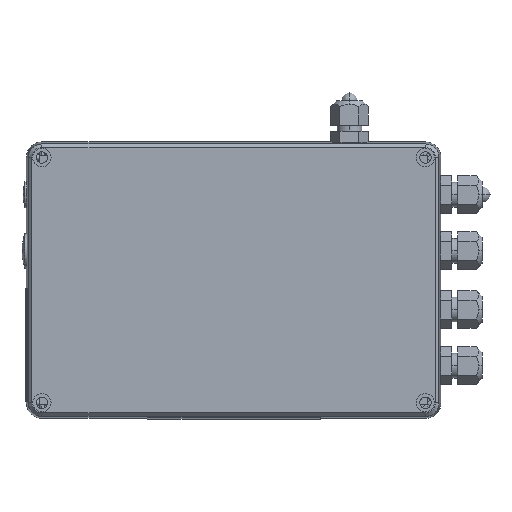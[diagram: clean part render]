
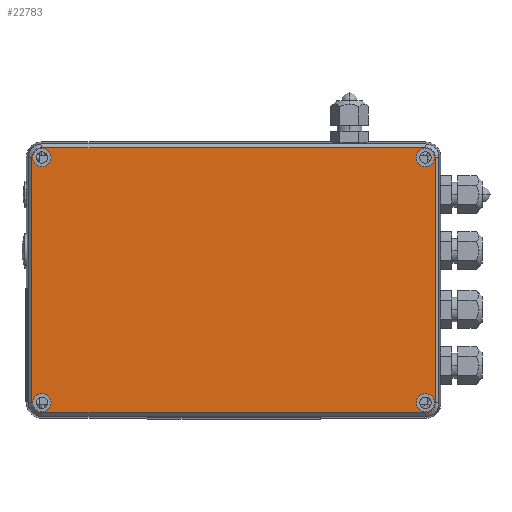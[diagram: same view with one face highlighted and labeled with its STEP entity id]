
A CAD part, front view. The second image highlights one B-rep face of the part: STEP entity #22783.
In plain terms, the highlighted planar face has unit normal (0, -1, 0).
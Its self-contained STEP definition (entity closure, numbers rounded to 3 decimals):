
#73 = AXIS2_PLACEMENT_3D ( 'NONE', #24475, #65030, #30320 ) ;
#1236 = VERTEX_POINT ( 'NONE', #55073 ) ;
#1622 = CIRCLE ( 'NONE', #49856, 5.795 ) ;
#2253 = CARTESIAN_POINT ( 'NONE',  ( -111., -101., -71. ) ) ;
#2431 = EDGE_CURVE ( 'NONE', #21772, #3052, #66332, .T. ) ;
#2774 = CARTESIAN_POINT ( 'NONE',  ( -111., -101., 65.7 ) ) ;
#2889 = ORIENTED_EDGE ( 'NONE', *, *, #24843, .F. ) ;
#3052 = VERTEX_POINT ( 'NONE', #71352 ) ;
#4533 = FACE_BOUND ( 'NONE', #73704, .T. ) ;
#4727 = EDGE_CURVE ( 'NONE', #57623, #31579, #40139, .T. ) ;
#4858 = VERTEX_POINT ( 'NONE', #44521 ) ;
#5313 = EDGE_CURVE ( 'NONE', #52269, #4858, #10804, .T. ) ;
#5529 = ORIENTED_EDGE ( 'NONE', *, *, #72571, .F. ) ;
#6370 = CARTESIAN_POINT ( 'NONE',  ( -111., -101., -71. ) ) ;
#8069 = DIRECTION ( 'NONE',  ( 0., 0., 1. ) ) ;
#8298 = CIRCLE ( 'NONE', #39793, 5.3 ) ;
#8579 = CARTESIAN_POINT ( 'NONE',  ( -111., -101., 76.3 ) ) ;
#9419 = AXIS2_PLACEMENT_3D ( 'NONE', #17015, #57615, #22856 ) ;
#9893 = CARTESIAN_POINT ( 'NONE',  ( 111., -101., -71. ) ) ;
#10116 = DIRECTION ( 'NONE',  ( 0., 1., 0. ) ) ;
#10298 = EDGE_LOOP ( 'NONE', ( #15776, #47819 ) ) ;
#10320 = AXIS2_PLACEMENT_3D ( 'NONE', #57655, #22892, #63431 ) ;
#10804 = LINE ( 'NONE', #30459, #55382 ) ;
#12216 = DIRECTION ( 'NONE',  ( 0., 0., 1. ) ) ;
#12272 = AXIS2_PLACEMENT_3D ( 'NONE', #25267, #65804, #31096 ) ;
#13595 = CARTESIAN_POINT ( 'NONE',  ( 111., -101., -76.794 ) ) ;
#14028 = ORIENTED_EDGE ( 'NONE', *, *, #31514, .F. ) ;
#14265 = CARTESIAN_POINT ( 'NONE',  ( -111., -101., 71. ) ) ;
#14972 = DIRECTION ( 'NONE',  ( 0., -1., 0. ) ) ;
#15118 = VECTOR ( 'NONE', #60147, 1000. ) ;
#15631 = ORIENTED_EDGE ( 'NONE', *, *, #54099, .F. ) ;
#15776 = ORIENTED_EDGE ( 'NONE', *, *, #4727, .F. ) ;
#15797 = DIRECTION ( 'NONE',  ( 0., 0., 1. ) ) ;
#17015 = CARTESIAN_POINT ( 'NONE',  ( -111., -101., -71. ) ) ;
#17641 = CARTESIAN_POINT ( 'NONE',  ( 111., -101., -71. ) ) ;
#17664 = AXIS2_PLACEMENT_3D ( 'NONE', #17641, #58225, #23494 ) ;
#17793 = ORIENTED_EDGE ( 'NONE', *, *, #2431, .F. ) ;
#19497 = ORIENTED_EDGE ( 'NONE', *, *, #67423, .F. ) ;
#20114 = DIRECTION ( 'NONE',  ( 0., 0., 1. ) ) ;
#20750 = CARTESIAN_POINT ( 'NONE',  ( -111., -101., -65.7 ) ) ;
#21596 = CIRCLE ( 'NONE', #54543, 5.3 ) ;
#21632 = VECTOR ( 'NONE', #66719, 1000. ) ;
#21772 = VERTEX_POINT ( 'NONE', #56537 ) ;
#22783 = ADVANCED_FACE ( 'NONE', ( #4533, #52736, #50928, #35500, #64469 ), #64774, .F. ) ;
#22856 = DIRECTION ( 'NONE',  ( 0., 0., 1. ) ) ;
#22892 = DIRECTION ( 'NONE',  ( 0., -1., 0. ) ) ;
#23021 = ORIENTED_EDGE ( 'NONE', *, *, #30052, .F. ) ;
#23494 = DIRECTION ( 'NONE',  ( 0., 0., 1. ) ) ;
#24475 = CARTESIAN_POINT ( 'NONE',  ( -111., -101., 71. ) ) ;
#24647 = DIRECTION ( 'NONE',  ( 0., -1., 0. ) ) ;
#24726 = EDGE_CURVE ( 'NONE', #60138, #71229, #1622, .T. ) ;
#24843 = EDGE_CURVE ( 'NONE', #4858, #30367, #52552, .T. ) ;
#25267 = CARTESIAN_POINT ( 'NONE',  ( -111., -101., 71. ) ) ;
#25698 = ORIENTED_EDGE ( 'NONE', *, *, #74014, .F. ) ;
#26025 = VERTEX_POINT ( 'NONE', #36919 ) ;
#27324 = CARTESIAN_POINT ( 'NONE',  ( 111., -101., 71. ) ) ;
#28075 = DIRECTION ( 'NONE',  ( 0., 1., 0. ) ) ;
#28179 = DIRECTION ( 'NONE',  ( 0., 0., 1. ) ) ;
#28384 = VERTEX_POINT ( 'NONE', #59762 ) ;
#29711 = AXIS2_PLACEMENT_3D ( 'NONE', #9893, #50612, #15797 ) ;
#30052 = EDGE_CURVE ( 'NONE', #1236, #52269, #45638, .T. ) ;
#30287 = VERTEX_POINT ( 'NONE', #41486 ) ;
#30320 = DIRECTION ( 'NONE',  ( 0., 0., 1. ) ) ;
#30367 = VERTEX_POINT ( 'NONE', #65704 ) ;
#30459 = CARTESIAN_POINT ( 'NONE',  ( -111., -101., -76.794 ) ) ;
#31096 = DIRECTION ( 'NONE',  ( 0., 0., 1. ) ) ;
#31514 = EDGE_CURVE ( 'NONE', #30367, #60138, #66068, .T. ) ;
#31579 = VERTEX_POINT ( 'NONE', #2774 ) ;
#31942 = ORIENTED_EDGE ( 'NONE', *, *, #72883, .F. ) ;
#32010 = CARTESIAN_POINT ( 'NONE',  ( -111., -101., 76.794 ) ) ;
#32919 = CARTESIAN_POINT ( 'NONE',  ( -116.795, -101., 71. ) ) ;
#35463 = CARTESIAN_POINT ( 'NONE',  ( -111., -101., -76.3 ) ) ;
#35500 = FACE_BOUND ( 'NONE', #43168, .T. ) ;
#36304 = DIRECTION ( 'NONE',  ( -1., 0., 0. ) ) ;
#36883 = CARTESIAN_POINT ( 'NONE',  ( 111., -101., 65.7 ) ) ;
#36919 = CARTESIAN_POINT ( 'NONE',  ( 111., -101., -76.3 ) ) ;
#37553 = EDGE_LOOP ( 'NONE', ( #23021, #25698, #17793, #69322, #45153, #14028, #2889, #43166 ) ) ;
#37885 = EDGE_CURVE ( 'NONE', #62904, #30287, #50898, .T. ) ;
#38153 = AXIS2_PLACEMENT_3D ( 'NONE', #59391, #24647, #65188 ) ;
#39793 = AXIS2_PLACEMENT_3D ( 'NONE', #2253, #42982, #8069 ) ;
#39963 = CIRCLE ( 'NONE', #12272, 5.3 ) ;
#40139 = CIRCLE ( 'NONE', #64249, 5.3 ) ;
#40164 = ORIENTED_EDGE ( 'NONE', *, *, #61894, .F. ) ;
#41486 = CARTESIAN_POINT ( 'NONE',  ( 111., -101., 76.3 ) ) ;
#42262 = DIRECTION ( 'NONE',  ( 0., 0., 1. ) ) ;
#42982 = DIRECTION ( 'NONE',  ( 0., -1., 0. ) ) ;
#43166 = ORIENTED_EDGE ( 'NONE', *, *, #5313, .F. ) ;
#43168 = EDGE_LOOP ( 'NONE', ( #5529, #15631 ) ) ;
#44385 = CARTESIAN_POINT ( 'NONE',  ( -111., -101., 76.794 ) ) ;
#44521 = CARTESIAN_POINT ( 'NONE',  ( -111., -101., -76.794 ) ) ;
#45027 = CARTESIAN_POINT ( 'NONE',  ( -111., -101., 71. ) ) ;
#45153 = ORIENTED_EDGE ( 'NONE', *, *, #24726, .F. ) ;
#45381 = VERTEX_POINT ( 'NONE', #20750 ) ;
#45638 = CIRCLE ( 'NONE', #29711, 5.794 ) ;
#45810 = EDGE_CURVE ( 'NONE', #31579, #57623, #39963, .T. ) ;
#47093 = DIRECTION ( 'NONE',  ( 0., -1., 0. ) ) ;
#47819 = ORIENTED_EDGE ( 'NONE', *, *, #45810, .F. ) ;
#47888 = AXIS2_PLACEMENT_3D ( 'NONE', #49785, #14972, #55578 ) ;
#48244 = CARTESIAN_POINT ( 'NONE',  ( 116.795, -101., 71. ) ) ;
#49785 = CARTESIAN_POINT ( 'NONE',  ( 111., -101., 71. ) ) ;
#49856 = AXIS2_PLACEMENT_3D ( 'NONE', #45027, #10116, #50811 ) ;
#50612 = DIRECTION ( 'NONE',  ( 0., 1., 0. ) ) ;
#50703 = VECTOR ( 'NONE', #42262, 1000. ) ;
#50811 = DIRECTION ( 'NONE',  ( 0., 0., 1. ) ) ;
#50898 = CIRCLE ( 'NONE', #38153, 5.3 ) ;
#50928 = FACE_BOUND ( 'NONE', #60358, .T. ) ;
#52269 = VERTEX_POINT ( 'NONE', #13595 ) ;
#52552 = CIRCLE ( 'NONE', #9419, 5.794 ) ;
#52736 = FACE_BOUND ( 'NONE', #10298, .T. ) ;
#54099 = EDGE_CURVE ( 'NONE', #26025, #28384, #74833, .T. ) ;
#54543 = AXIS2_PLACEMENT_3D ( 'NONE', #6370, #47093, #12216 ) ;
#54907 = DIRECTION ( 'NONE',  ( 0., -1., 0. ) ) ;
#55073 = CARTESIAN_POINT ( 'NONE',  ( 116.795, -101., -71. ) ) ;
#55382 = VECTOR ( 'NONE', #36304, 1000. ) ;
#55578 = DIRECTION ( 'NONE',  ( 0., 0., 1. ) ) ;
#56399 = EDGE_CURVE ( 'NONE', #71229, #21772, #66082, .T. ) ;
#56537 = CARTESIAN_POINT ( 'NONE',  ( 111., -101., 76.794 ) ) ;
#57615 = DIRECTION ( 'NONE',  ( 0., 1., 0. ) ) ;
#57623 = VERTEX_POINT ( 'NONE', #8579 ) ;
#57638 = ORIENTED_EDGE ( 'NONE', *, *, #37885, .F. ) ;
#57655 = CARTESIAN_POINT ( 'NONE',  ( 111., -101., -71. ) ) ;
#58067 = CIRCLE ( 'NONE', #47888, 5.3 ) ;
#58225 = DIRECTION ( 'NONE',  ( 0., -1., 0. ) ) ;
#59391 = CARTESIAN_POINT ( 'NONE',  ( 111., -101., 71. ) ) ;
#59418 = CARTESIAN_POINT ( 'NONE',  ( -116.795, -101., 71. ) ) ;
#59762 = CARTESIAN_POINT ( 'NONE',  ( 111., -101., -65.7 ) ) ;
#60138 = VERTEX_POINT ( 'NONE', #32919 ) ;
#60147 = DIRECTION ( 'NONE',  ( 0., 0., -1. ) ) ;
#60358 = EDGE_LOOP ( 'NONE', ( #31942, #57638 ) ) ;
#60489 = AXIS2_PLACEMENT_3D ( 'NONE', #27324, #28075, #28179 ) ;
#61407 = LINE ( 'NONE', #48244, #15118 ) ;
#61894 = EDGE_CURVE ( 'NONE', #45381, #63738, #21596, .T. ) ;
#62904 = VERTEX_POINT ( 'NONE', #36883 ) ;
#63431 = DIRECTION ( 'NONE',  ( 0., 0., 1. ) ) ;
#63738 = VERTEX_POINT ( 'NONE', #35463 ) ;
#64249 = AXIS2_PLACEMENT_3D ( 'NONE', #14265, #54907, #20114 ) ;
#64469 = FACE_OUTER_BOUND ( 'NONE', #37553, .T. ) ;
#64774 = PLANE ( 'NONE',  #73 ) ;
#65030 = DIRECTION ( 'NONE',  ( 0., 1., 0. ) ) ;
#65188 = DIRECTION ( 'NONE',  ( 0., 0., 1. ) ) ;
#65704 = CARTESIAN_POINT ( 'NONE',  ( -116.794, -101., -71. ) ) ;
#65804 = DIRECTION ( 'NONE',  ( 0., -1., 0. ) ) ;
#66068 = LINE ( 'NONE', #59418, #50703 ) ;
#66082 = LINE ( 'NONE', #32010, #21632 ) ;
#66332 = CIRCLE ( 'NONE', #60489, 5.794 ) ;
#66719 = DIRECTION ( 'NONE',  ( 1., 0., 0. ) ) ;
#67423 = EDGE_CURVE ( 'NONE', #63738, #45381, #8298, .T. ) ;
#69322 = ORIENTED_EDGE ( 'NONE', *, *, #56399, .F. ) ;
#71229 = VERTEX_POINT ( 'NONE', #44385 ) ;
#71352 = CARTESIAN_POINT ( 'NONE',  ( 116.795, -101., 71. ) ) ;
#72571 = EDGE_CURVE ( 'NONE', #28384, #26025, #73532, .T. ) ;
#72883 = EDGE_CURVE ( 'NONE', #30287, #62904, #58067, .T. ) ;
#73532 = CIRCLE ( 'NONE', #10320, 5.3 ) ;
#73704 = EDGE_LOOP ( 'NONE', ( #40164, #19497 ) ) ;
#74014 = EDGE_CURVE ( 'NONE', #3052, #1236, #61407, .T. ) ;
#74833 = CIRCLE ( 'NONE', #17664, 5.3 ) ;
